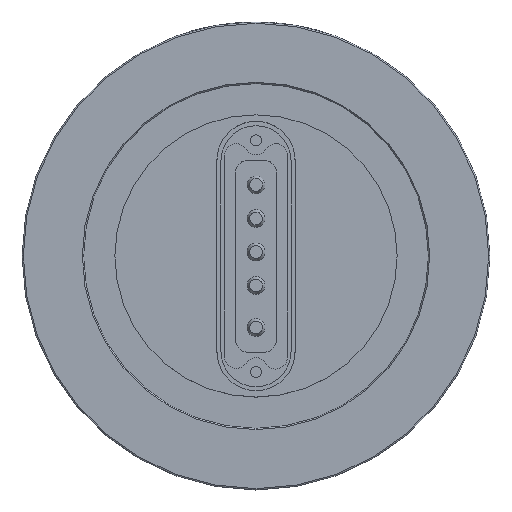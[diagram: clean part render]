
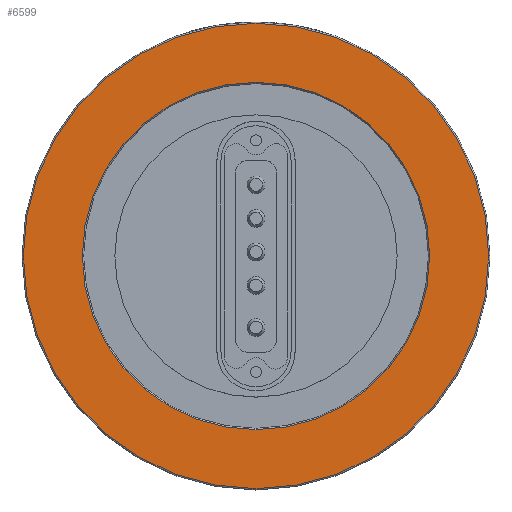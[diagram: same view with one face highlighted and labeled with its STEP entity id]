
A CAD part, top view. The second image highlights one B-rep face of the part: STEP entity #6599.
In plain terms, the highlighted planar face has unit normal (0, 0, 1).
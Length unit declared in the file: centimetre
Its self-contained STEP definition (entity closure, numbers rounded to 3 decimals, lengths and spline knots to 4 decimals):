
#1391=PLANE('',#7188);
#1673=VERTEX_POINT('',#9038);
#1674=VERTEX_POINT('',#9040);
#1677=VERTEX_POINT('',#9047);
#1678=VERTEX_POINT('',#9049);
#2318=CIRCLE('',#7095,3.5255);
#2321=CIRCLE('',#7099,4.7244);
#2378=CIRCLE('',#7189,3.5255);
#2379=CIRCLE('',#7190,4.7244);
#2642=EDGE_CURVE('',#1674,#1673,#2318,.T.);
#2646=EDGE_CURVE('',#1678,#1677,#2321,.T.);
#2911=EDGE_CURVE('',#1673,#1674,#2378,.F.);
#2912=EDGE_CURVE('',#1677,#1678,#2379,.T.);
#4151=ORIENTED_EDGE('',*,*,#2642,.T.);
#4152=ORIENTED_EDGE('',*,*,#2911,.T.);
#4153=ORIENTED_EDGE('',*,*,#2646,.T.);
#4154=ORIENTED_EDGE('',*,*,#2912,.T.);
#5693=EDGE_LOOP('',(#4151,#4152));
#5694=EDGE_LOOP('',(#4153,#4154));
#6180=FACE_BOUND('',#5693,.T.);
#6181=FACE_BOUND('',#5694,.T.);
#6599=ADVANCED_FACE('',(#6180,#6181),#1391,.T.);
#7095=AXIS2_PLACEMENT_3D('',#9039,#7872,#7873);
#7099=AXIS2_PLACEMENT_3D('',#9048,#7880,#7881);
#7188=AXIS2_PLACEMENT_3D('',#11041,#8112,$);
#7189=AXIS2_PLACEMENT_3D('',#11042,#8113,#8114);
#7190=AXIS2_PLACEMENT_3D('',#11043,#8115,#8116);
#7872=DIRECTION('',(0.,0.,-1.));
#7873=DIRECTION('',(3.526,0.,0.));
#7880=DIRECTION('',(0.,0.,1.));
#7881=DIRECTION('',(4.724,0.,0.));
#8112=DIRECTION('',(0.,0.,1.));
#8113=DIRECTION('',(0.,0.,1.));
#8114=DIRECTION('',(3.526,0.,0.));
#8115=DIRECTION('',(0.,0.,1.));
#8116=DIRECTION('',(4.724,0.,0.));
#9038=CARTESIAN_POINT('',(-3.5255,0.,0.));
#9039=CARTESIAN_POINT('',(0.,0.,0.));
#9040=CARTESIAN_POINT('',(3.5255,0.,0.));
#9047=CARTESIAN_POINT('',(-4.7244,0.,0.));
#9048=CARTESIAN_POINT('',(0.,0.,0.));
#9049=CARTESIAN_POINT('',(4.7244,0.,0.));
#11041=CARTESIAN_POINT('',(3.5001,0.,0.));
#11042=CARTESIAN_POINT('',(0.,0.,0.));
#11043=CARTESIAN_POINT('',(0.,0.,0.));
